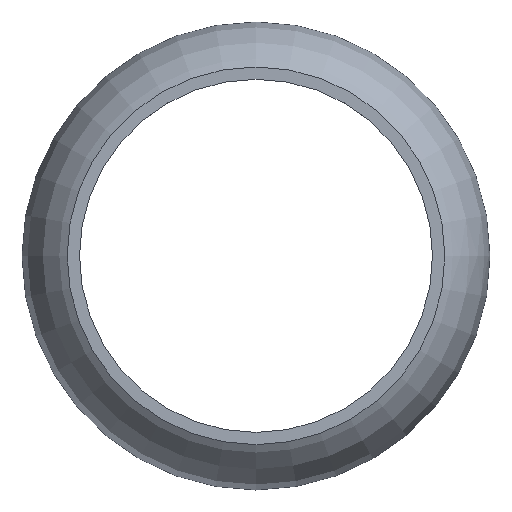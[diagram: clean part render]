
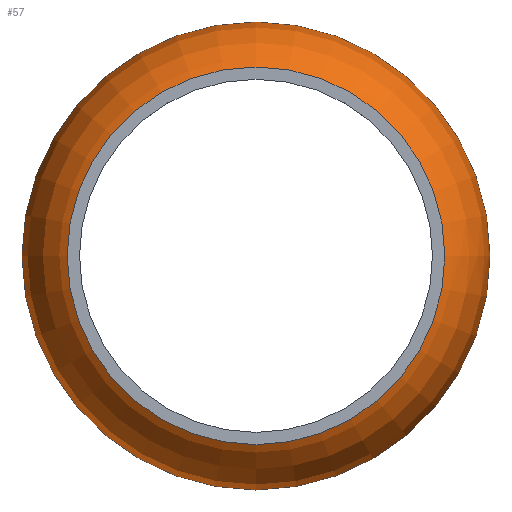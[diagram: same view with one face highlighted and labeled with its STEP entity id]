
A CAD part, top view. The second image highlights one B-rep face of the part: STEP entity #57.
In plain terms, the highlighted face is a revolution surface.
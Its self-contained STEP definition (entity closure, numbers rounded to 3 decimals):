
#57=ADVANCED_FACE('',(#363,#365),#367,.T.);
#363=FACE_BOUND('',#364,.T.);
#364=EDGE_LOOP('',(#628,#629));
#365=FACE_OUTER_BOUND('',#366,.T.);
#366=EDGE_LOOP('',(#630));
#367=SURFACE_OF_REVOLUTION('',#368,#369);
#368=(BOUNDED_CURVE()B_SPLINE_CURVE(2,
(#631,#632,#633),
.UNSPECIFIED.,.F.,.F.)B_SPLINE_CURVE_WITH_KNOTS((3,3),
(0.,1.),
.UNSPECIFIED.)CURVE()GEOMETRIC_REPRESENTATION_ITEM()RATIONAL_B_SPLINE_CURVE((1.,
0.818,1.))REPRESENTATION_ITEM(''));
#369=AXIS1_PLACEMENT('',#370,#371);
#370=CARTESIAN_POINT('',(0.,0.,0.));
#371=DIRECTION('',(0.,0.,1.));
#628=ORIENTED_EDGE('',*,*,#783,.F.);
#629=ORIENTED_EDGE('',*,*,#784,.F.);
#630=ORIENTED_EDGE('',*,*,#781,.F.);
#631=CARTESIAN_POINT('',(57.,0.,52.058));
#632=CARTESIAN_POINT('',(57.,0.,66.422));
#633=CARTESIAN_POINT('',(46.,0.,72.558));
#781=EDGE_CURVE('',#850,#850,#851,.T.);
#783=EDGE_CURVE('',#854,#855,#856,.F.);
#784=EDGE_CURVE('',#855,#854,#857,.F.);
#850=VERTEX_POINT('',#971);
#851=CIRCLE('',#972,46.);
#854=VERTEX_POINT('',#981);
#855=VERTEX_POINT('',#982);
#856=CIRCLE('',#983,57.);
#857=CIRCLE('',#987,57.);
#971=CARTESIAN_POINT('',(46.,0.,72.558));
#972=AXIS2_PLACEMENT_3D('',#973,#974,#975);
#973=CARTESIAN_POINT('',(0.,0.,72.558));
#974=DIRECTION('',(0.,0.,1.));
#975=DIRECTION('',(1.,0.,0.));
#981=CARTESIAN_POINT('',(0.,57.,52.058));
#982=CARTESIAN_POINT('',(57.,0.,52.058));
#983=AXIS2_PLACEMENT_3D('',#984,#985,#986);
#984=CARTESIAN_POINT('',(0.,0.,52.058));
#985=DIRECTION('',(0.,0.,1.));
#986=DIRECTION('',(1.,0.,0.));
#987=AXIS2_PLACEMENT_3D('',#988,#989,#990);
#988=CARTESIAN_POINT('',(0.,0.,52.058));
#989=DIRECTION('',(0.,0.,1.));
#990=DIRECTION('',(0.,1.,0.));
